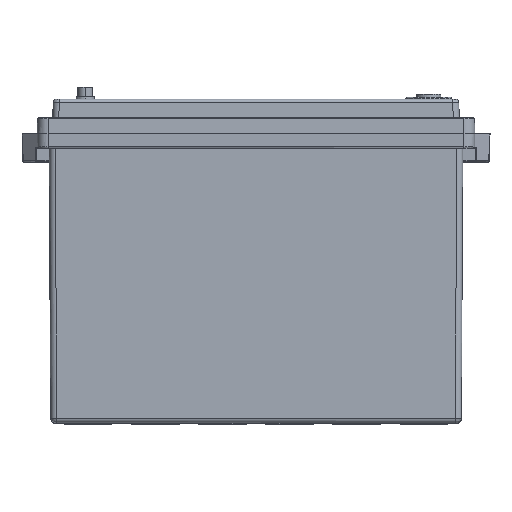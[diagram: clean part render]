
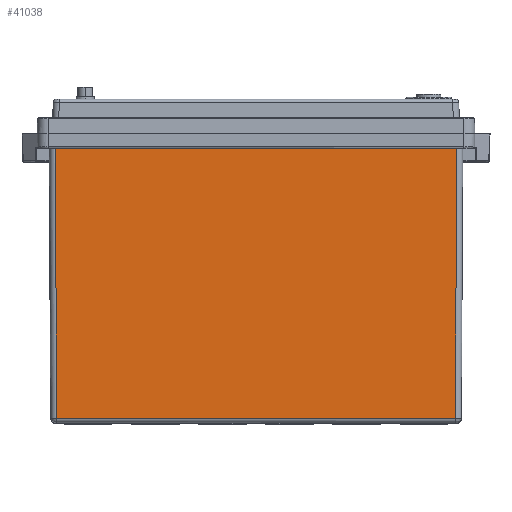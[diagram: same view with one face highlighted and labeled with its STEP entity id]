
A CAD part, top view. The second image highlights one B-rep face of the part: STEP entity #41038.
In plain terms, the highlighted face is planar.
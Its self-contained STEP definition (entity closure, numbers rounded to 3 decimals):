
#318 = LINE ( 'NONE', #83154, #6857 ) ;
#4944 = CARTESIAN_POINT ( 'NONE',  ( -91.998, 164.601, 234.826 ) ) ;
#6857 = VECTOR ( 'NONE', #17549, 1000. ) ;
#7843 = EDGE_CURVE ( 'NONE', #56523, #19641, #46380, .T. ) ;
#17549 = DIRECTION ( 'NONE',  ( 0., -1., 0. ) ) ;
#18672 = CARTESIAN_POINT ( 'NONE',  ( -91.998, -164.601, 234.826 ) ) ;
#19641 = VERTEX_POINT ( 'NONE', #93114 ) ;
#21437 = EDGE_CURVE ( 'NONE', #21505, #19641, #318, .T. ) ;
#21505 = VERTEX_POINT ( 'NONE', #87558 ) ;
#25916 = DIRECTION ( 'NONE',  ( -1., 0., 0.005 ) ) ;
#30387 = ORIENTED_EDGE ( 'NONE', *, *, #21437, .T. ) ;
#37001 = CARTESIAN_POINT ( 'NONE',  ( -91.998, -164.601, 234.826 ) ) ;
#41038 = ADVANCED_FACE ( 'NONE', ( #58003 ), #88045, .T. ) ;
#43271 = EDGE_CURVE ( 'NONE', #52870, #21505, #72540, .T. ) ;
#44417 = DIRECTION ( 'NONE',  ( 0., 1., 0. ) ) ;
#45374 = LINE ( 'NONE', #37001, #83287 ) ;
#46380 = LINE ( 'NONE', #90279, #74617 ) ;
#49646 = ORIENTED_EDGE ( 'NONE', *, *, #7843, .F. ) ;
#52870 = VERTEX_POINT ( 'NONE', #95834 ) ;
#56045 = DIRECTION ( 'NONE',  ( 0., 1., 0. ) ) ;
#56523 = VERTEX_POINT ( 'NONE', #18672 ) ;
#57282 = DIRECTION ( 'NONE',  ( -0.005, 0.005, -1. ) ) ;
#58003 = FACE_OUTER_BOUND ( 'NONE', #71167, .T. ) ;
#63513 = VECTOR ( 'NONE', #57282, 1000. ) ;
#66593 = ORIENTED_EDGE ( 'NONE', *, *, #75968, .T. ) ;
#69098 = DIRECTION ( 'NONE',  ( -0.005, -0.005, -1. ) ) ;
#71167 = EDGE_LOOP ( 'NONE', ( #49646, #66593, #91449, #30387 ) ) ;
#72540 = LINE ( 'NONE', #4944, #63513 ) ;
#74617 = VECTOR ( 'NONE', #69098, 1000. ) ;
#75968 = EDGE_CURVE ( 'NONE', #56523, #52870, #45374, .T. ) ;
#83154 = CARTESIAN_POINT ( 'NONE',  ( -93.165, 165.768, 12. ) ) ;
#83287 = VECTOR ( 'NONE', #44417, 1000. ) ;
#87558 = CARTESIAN_POINT ( 'NONE',  ( -93.165, 165.768, 12. ) ) ;
#88045 = PLANE ( 'NONE',  #88402 ) ;
#88402 = AXIS2_PLACEMENT_3D ( 'NONE', #93471, #25916, #56045 ) ;
#90279 = CARTESIAN_POINT ( 'NONE',  ( -91.998, -164.601, 234.826 ) ) ;
#91449 = ORIENTED_EDGE ( 'NONE', *, *, #43271, .T. ) ;
#93114 = CARTESIAN_POINT ( 'NONE',  ( -93.165, -165.768, 12. ) ) ;
#93471 = CARTESIAN_POINT ( 'NONE',  ( -93.172, 0., 10.576 ) ) ;
#95834 = CARTESIAN_POINT ( 'NONE',  ( -91.998, 164.601, 234.826 ) ) ;
